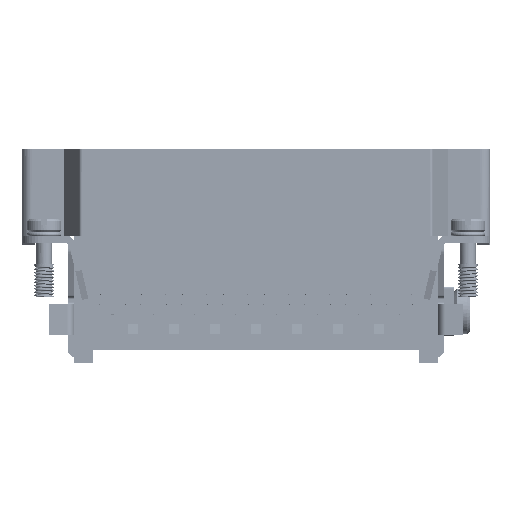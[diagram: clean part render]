
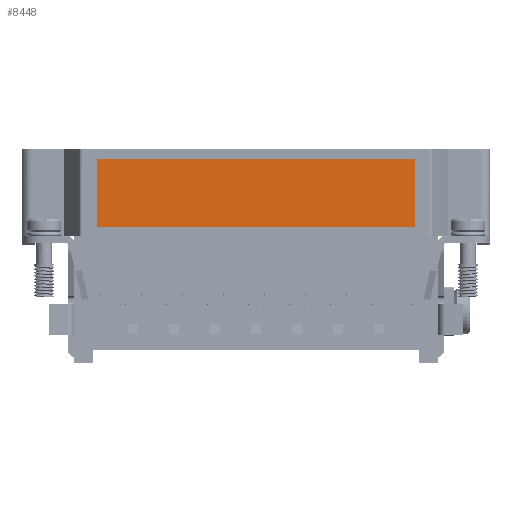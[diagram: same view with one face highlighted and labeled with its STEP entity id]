
A CAD part, front view. The second image highlights one B-rep face of the part: STEP entity #8448.
In plain terms, the highlighted planar face has unit normal (0, -1, 0).
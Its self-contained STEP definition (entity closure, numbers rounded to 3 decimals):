
#4574=FACE_OUTER_BOUND('',#16831,.T.);
#8448=ADVANCED_FACE('',(#4574),#12802,.T.);
#12802=PLANE('',#82317);
#16831=EDGE_LOOP('',(#25832,#25833,#25834,#25835));
#25832=ORIENTED_EDGE('',*,*,#57245,.T.);
#25833=ORIENTED_EDGE('',*,*,#57246,.F.);
#25834=ORIENTED_EDGE('',*,*,#57243,.F.);
#25835=ORIENTED_EDGE('',*,*,#57181,.F.);
#49049=VERTEX_POINT('',#111982);
#49050=VERTEX_POINT('',#111984);
#49094=VERTEX_POINT('',#112099);
#49095=VERTEX_POINT('',#112103);
#57181=EDGE_CURVE('',#49049,#49050,#68812,.T.);
#57243=EDGE_CURVE('',#49050,#49094,#68874,.T.);
#57245=EDGE_CURVE('',#49049,#49095,#68876,.T.);
#57246=EDGE_CURVE('',#49094,#49095,#68877,.T.);
#68812=LINE('',#111983,#75780);
#68874=LINE('',#112098,#75842);
#68876=LINE('',#112102,#75844);
#68877=LINE('',#112104,#75845);
#75780=VECTOR('',#90427,1.);
#75842=VECTOR('',#90507,1.);
#75844=VECTOR('',#90511,1.);
#75845=VECTOR('',#90512,1.);
#82317=AXIS2_PLACEMENT_3D('',#112105,#90513,#90514);
#90427=DIRECTION('',(0.,0.,-1.));
#90507=DIRECTION('',(-1.,0.,0.));
#90511=DIRECTION('',(-1.,0.,0.));
#90512=DIRECTION('',(0.,0.,1.));
#90513=DIRECTION('',(0.,-1.,0.));
#90514=DIRECTION('',(0.,0.,1.));
#111982=CARTESIAN_POINT('',(144.4,-10.85,-26.528));
#111983=CARTESIAN_POINT('',(144.4,-10.85,-25.028));
#111984=CARTESIAN_POINT('',(144.4,-10.85,-37.028));
#112098=CARTESIAN_POINT('',(112.1,-10.85,-37.028));
#112099=CARTESIAN_POINT('',(95.6,-10.85,-37.028));
#112102=CARTESIAN_POINT('',(112.1,-10.85,-26.528));
#112103=CARTESIAN_POINT('',(95.6,-10.85,-26.528));
#112104=CARTESIAN_POINT('',(95.6,-10.85,-43.128));
#112105=CARTESIAN_POINT('',(112.1,-10.85,-43.128));
